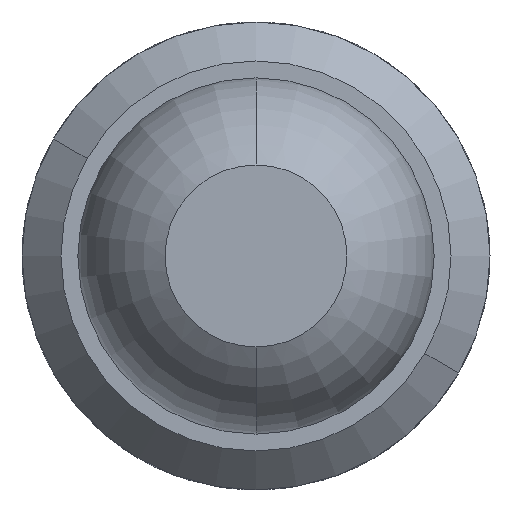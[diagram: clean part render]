
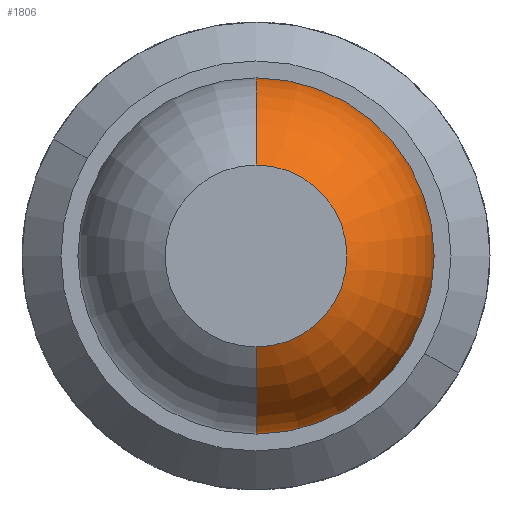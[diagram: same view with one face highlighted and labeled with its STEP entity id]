
A CAD part, front view. The second image highlights one B-rep face of the part: STEP entity #1806.
In plain terms, the highlighted toroidal (fillet/blend) face has major radius 0.035 mm and minor radius 0.65 mm.
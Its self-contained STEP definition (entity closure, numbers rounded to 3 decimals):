
#37 = CARTESIAN_POINT ( 'NONE',  ( 0., -24.431, -0.035 ) ) ;
#63 = DIRECTION ( 'NONE',  ( 1., 0., 0. ) ) ;
#101 = CIRCLE ( 'NONE', #3079, 0.65 ) ;
#168 = CARTESIAN_POINT ( 'NONE',  ( 0., -24.431, 0. ) ) ;
#193 = CARTESIAN_POINT ( 'NONE',  ( 0., -24.431, -0.685 ) ) ;
#401 = ORIENTED_EDGE ( 'NONE', *, *, #2197, .F. ) ;
#436 = CIRCLE ( 'NONE', #4286, 0.35 ) ;
#462 = ORIENTED_EDGE ( 'NONE', *, *, #4560, .T. ) ;
#481 = VERTEX_POINT ( 'NONE', #193 ) ;
#495 = DIRECTION ( 'NONE',  ( 0., -1., 0. ) ) ;
#564 = VERTEX_POINT ( 'NONE', #3819 ) ;
#820 = DIRECTION ( 'NONE',  ( 0., 0., -1. ) ) ;
#857 = DIRECTION ( 'NONE',  ( 0., -1., 0. ) ) ;
#1099 = TOROIDAL_SURFACE ( 'NONE', #1775, 0.035, 0.65 ) ;
#1170 = EDGE_CURVE ( 'NONE', #481, #3146, #1405, .T. ) ;
#1222 = CARTESIAN_POINT ( 'NONE',  ( 0., -24.431, 0. ) ) ;
#1405 = CIRCLE ( 'NONE', #3199, 0.65 ) ;
#1775 = AXIS2_PLACEMENT_3D ( 'NONE', #168, #495, #3714 ) ;
#1806 = ADVANCED_FACE ( 'Defeature ausgef�hrt1_1', ( #2376 ), #1099, .T. ) ;
#1882 = CARTESIAN_POINT ( 'NONE',  ( 0., -24.431, 0.035 ) ) ;
#1890 = CIRCLE ( 'NONE', #2905, 0.685 ) ;
#2197 = EDGE_CURVE ( 'Defeature ausgef�hrt1_35+Defeature ausgef�hrt1_1+Defeature ausgef�hrt1_1+Defeature ausgef�hrt1_1', #3146, #564, #436, .T. ) ;
#2199 = VERTEX_POINT ( 'NONE', #3320 ) ;
#2207 = DIRECTION ( 'NONE',  ( 0., 0., -1. ) ) ;
#2376 = FACE_OUTER_BOUND ( 'NONE', #3030, .T. ) ;
#2596 = CARTESIAN_POINT ( 'NONE',  ( 0., -25., 0. ) ) ;
#2777 = ORIENTED_EDGE ( 'NONE', *, *, #1170, .F. ) ;
#2879 = DIRECTION ( 'NONE',  ( 0., 0., 1. ) ) ;
#2896 = DIRECTION ( 'NONE',  ( 0., -1., 0. ) ) ;
#2905 = AXIS2_PLACEMENT_3D ( 'NONE', #1222, #857, #3346 ) ;
#3030 = EDGE_LOOP ( 'NONE', ( #3282, #462, #401, #2777 ) ) ;
#3079 = AXIS2_PLACEMENT_3D ( 'NONE', #1882, #63, #2207 ) ;
#3146 = VERTEX_POINT ( 'NONE', #3746 ) ;
#3199 = AXIS2_PLACEMENT_3D ( 'NONE', #37, #3962, #2879 ) ;
#3282 = ORIENTED_EDGE ( 'NONE', *, *, #3436, .T. ) ;
#3320 = CARTESIAN_POINT ( 'NONE',  ( 0., -24.431, 0.685 ) ) ;
#3346 = DIRECTION ( 'NONE',  ( 0., 0., -1. ) ) ;
#3436 = EDGE_CURVE ( 'Defeature ausgef�hrt1_1+Defeature ausgef�hrt1_0+Defeature ausgef�hrt1_0+Defeature ausgef�hrt1_0', #481, #2199, #1890, .T. ) ;
#3714 = DIRECTION ( 'NONE',  ( 0., 0., -1. ) ) ;
#3746 = CARTESIAN_POINT ( 'NONE',  ( 0., -25., -0.35 ) ) ;
#3819 = CARTESIAN_POINT ( 'NONE',  ( 0., -25., 0.35 ) ) ;
#3962 = DIRECTION ( 'NONE',  ( -1., 0., 0. ) ) ;
#4286 = AXIS2_PLACEMENT_3D ( 'NONE', #2596, #2896, #820 ) ;
#4560 = EDGE_CURVE ( 'NONE', #2199, #564, #101, .T. ) ;
